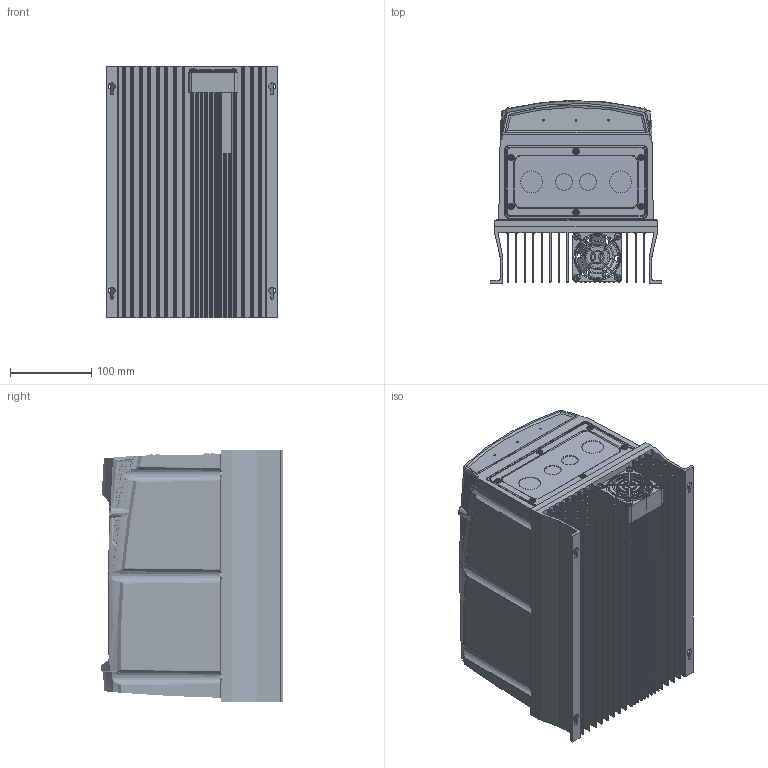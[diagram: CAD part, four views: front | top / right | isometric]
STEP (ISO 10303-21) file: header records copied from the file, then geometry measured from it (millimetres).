
FILE_DESCRIPTION (( 'STEP AP203' ), '1' );
FILE_NAME ('E3.IP66.Gen2.SIZE3.LED.NonSwitched-Closed (ENVELOPE) (4-Hole).STEP', '2022-08-04T12:42:18', ( '' ), ( '' ), 'SwSTEP 2.0', 'SolidWorks 2022', '' );
FILE_SCHEMA (( 'CONFIG_CONTROL_DESIGN' ));
Length unit declared in the file: millimetre
Products named in the file (1): E3.IP66.Gen2.SIZE3.LED.NonSwitched-Closed (ENVELOPE) (4-Hole)
Bounding box: 210.5 x 225.16 x 310.09 mm (x, y, z)
Volume: 9125212.8 mm3; surface area: 1140395.5 mm2
Topology: 1 solids, 42 shells, 3417 faces, 9998 edges, 6585 vertices
Faces by surface type: cylinder 1037, sphere 813, plane 781, bspline 406, cone 256, torus 124
Entity records: 145401 total; most frequent: CARTESIAN_POINT 67322, ORIENTED_EDGE 17430, DIRECTION 14887, EDGE_CURVE 8715, AXIS2_PLACEMENT_3D 6293, VERTEX_POINT 5771, EDGE_LOOP 3900, FACE_OUTER_BOUND 3404
